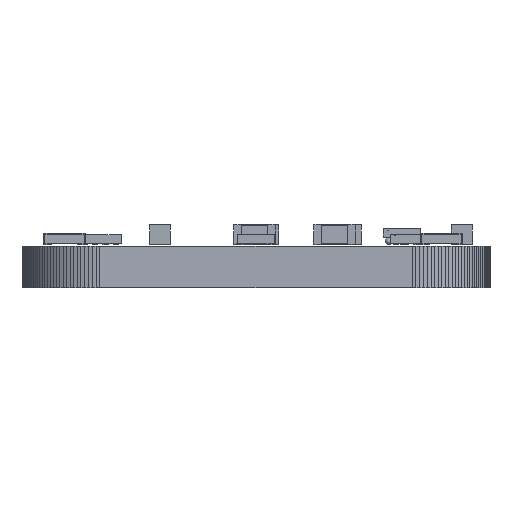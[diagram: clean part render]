
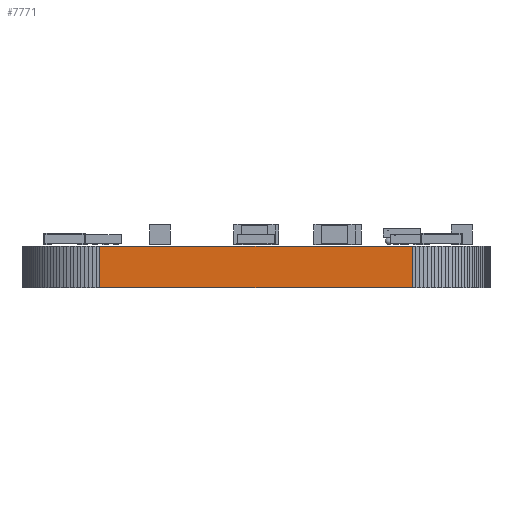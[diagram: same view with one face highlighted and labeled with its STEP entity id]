
A CAD part, front view. The second image highlights one B-rep face of the part: STEP entity #7771.
In plain terms, the highlighted planar face has unit normal (0, -1, 0).
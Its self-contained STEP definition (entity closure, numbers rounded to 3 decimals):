
#7771 = ADVANCED_FACE('',(#7772),#7786,.F.);
#7772 = FACE_BOUND('',#7773,.F.);
#7773 = EDGE_LOOP('',(#7774,#7809,#7837,#7865));
#7774 = ORIENTED_EDGE('',*,*,#7775,.T.);
#7775 = EDGE_CURVE('',#7776,#7778,#7780,.T.);
#7776 = VERTEX_POINT('',#7777);
#7777 = CARTESIAN_POINT('',(-6.,-11.499,0.));
#7778 = VERTEX_POINT('',#7779);
#7779 = CARTESIAN_POINT('',(-6.,-11.499,1.6));
#7780 = SURFACE_CURVE('',#7781,(#7785,#7797),.PCURVE_S1.);
#7781 = LINE('',#7782,#7783);
#7782 = CARTESIAN_POINT('',(-6.,-11.499,0.));
#7783 = VECTOR('',#7784,1.);
#7784 = DIRECTION('',(0.,0.,1.));
#7785 = PCURVE('',#7786,#7791);
#7786 = PLANE('',#7787);
#7787 = AXIS2_PLACEMENT_3D('',#7788,#7789,#7790);
#7788 = CARTESIAN_POINT('',(-6.,-11.499,0.));
#7789 = DIRECTION('',(0.,1.,0.));
#7790 = DIRECTION('',(1.,0.,0.));
#7791 = DEFINITIONAL_REPRESENTATION('',(#7792),#7796);
#7792 = LINE('',#7793,#7794);
#7793 = CARTESIAN_POINT('',(0.,0.));
#7794 = VECTOR('',#7795,1.);
#7795 = DIRECTION('',(0.,-1.));
#7796 = ( GEOMETRIC_REPRESENTATION_CONTEXT(2) 
PARAMETRIC_REPRESENTATION_CONTEXT() REPRESENTATION_CONTEXT('2D SPACE',''
  ) );
#7797 = PCURVE('',#7798,#7803);
#7798 = PLANE('',#7799);
#7799 = AXIS2_PLACEMENT_3D('',#7800,#7801,#7802);
#7800 = CARTESIAN_POINT('',(-6.149,-11.496,0.));
#7801 = DIRECTION('',(0.018,1.,0.));
#7802 = DIRECTION('',(1.,-0.018,0.));
#7803 = DEFINITIONAL_REPRESENTATION('',(#7804),#7808);
#7804 = LINE('',#7805,#7806);
#7805 = CARTESIAN_POINT('',(0.149,0.));
#7806 = VECTOR('',#7807,1.);
#7807 = DIRECTION('',(0.,-1.));
#7808 = ( GEOMETRIC_REPRESENTATION_CONTEXT(2) 
PARAMETRIC_REPRESENTATION_CONTEXT() REPRESENTATION_CONTEXT('2D SPACE',''
  ) );
#7809 = ORIENTED_EDGE('',*,*,#7810,.T.);
#7810 = EDGE_CURVE('',#7778,#7811,#7813,.T.);
#7811 = VERTEX_POINT('',#7812);
#7812 = CARTESIAN_POINT('',(6.,-11.499,1.6));
#7813 = SURFACE_CURVE('',#7814,(#7818,#7825),.PCURVE_S1.);
#7814 = LINE('',#7815,#7816);
#7815 = CARTESIAN_POINT('',(-6.,-11.499,1.6));
#7816 = VECTOR('',#7817,1.);
#7817 = DIRECTION('',(1.,0.,0.));
#7818 = PCURVE('',#7786,#7819);
#7819 = DEFINITIONAL_REPRESENTATION('',(#7820),#7824);
#7820 = LINE('',#7821,#7822);
#7821 = CARTESIAN_POINT('',(0.,-1.6));
#7822 = VECTOR('',#7823,1.);
#7823 = DIRECTION('',(1.,0.));
#7824 = ( GEOMETRIC_REPRESENTATION_CONTEXT(2) 
PARAMETRIC_REPRESENTATION_CONTEXT() REPRESENTATION_CONTEXT('2D SPACE',''
  ) );
#7825 = PCURVE('',#7826,#7831);
#7826 = PLANE('',#7827);
#7827 = AXIS2_PLACEMENT_3D('',#7828,#7829,#7830);
#7828 = CARTESIAN_POINT('',(0.,-0.59,1.6));
#7829 = DIRECTION('',(0.,0.,1.));
#7830 = DIRECTION('',(1.,0.,0.));
#7831 = DEFINITIONAL_REPRESENTATION('',(#7832),#7836);
#7832 = LINE('',#7833,#7834);
#7833 = CARTESIAN_POINT('',(-6.,-10.908));
#7834 = VECTOR('',#7835,1.);
#7835 = DIRECTION('',(1.,0.));
#7836 = ( GEOMETRIC_REPRESENTATION_CONTEXT(2) 
PARAMETRIC_REPRESENTATION_CONTEXT() REPRESENTATION_CONTEXT('2D SPACE',''
  ) );
#7837 = ORIENTED_EDGE('',*,*,#7838,.F.);
#7838 = EDGE_CURVE('',#7839,#7811,#7841,.T.);
#7839 = VERTEX_POINT('',#7840);
#7840 = CARTESIAN_POINT('',(6.,-11.499,0.));
#7841 = SURFACE_CURVE('',#7842,(#7846,#7853),.PCURVE_S1.);
#7842 = LINE('',#7843,#7844);
#7843 = CARTESIAN_POINT('',(6.,-11.499,0.));
#7844 = VECTOR('',#7845,1.);
#7845 = DIRECTION('',(0.,0.,1.));
#7846 = PCURVE('',#7786,#7847);
#7847 = DEFINITIONAL_REPRESENTATION('',(#7848),#7852);
#7848 = LINE('',#7849,#7850);
#7849 = CARTESIAN_POINT('',(12.,0.));
#7850 = VECTOR('',#7851,1.);
#7851 = DIRECTION('',(0.,-1.));
#7852 = ( GEOMETRIC_REPRESENTATION_CONTEXT(2) 
PARAMETRIC_REPRESENTATION_CONTEXT() REPRESENTATION_CONTEXT('2D SPACE',''
  ) );
#7853 = PCURVE('',#7854,#7859);
#7854 = PLANE('',#7855);
#7855 = AXIS2_PLACEMENT_3D('',#7856,#7857,#7858);
#7856 = CARTESIAN_POINT('',(6.,-11.499,0.));
#7857 = DIRECTION('',(-0.018,1.,0.));
#7858 = DIRECTION('',(1.,0.018,0.));
#7859 = DEFINITIONAL_REPRESENTATION('',(#7860),#7864);
#7860 = LINE('',#7861,#7862);
#7861 = CARTESIAN_POINT('',(0.,0.));
#7862 = VECTOR('',#7863,1.);
#7863 = DIRECTION('',(0.,-1.));
#7864 = ( GEOMETRIC_REPRESENTATION_CONTEXT(2) 
PARAMETRIC_REPRESENTATION_CONTEXT() REPRESENTATION_CONTEXT('2D SPACE',''
  ) );
#7865 = ORIENTED_EDGE('',*,*,#7866,.F.);
#7866 = EDGE_CURVE('',#7776,#7839,#7867,.T.);
#7867 = SURFACE_CURVE('',#7868,(#7872,#7879),.PCURVE_S1.);
#7868 = LINE('',#7869,#7870);
#7869 = CARTESIAN_POINT('',(-6.,-11.499,0.));
#7870 = VECTOR('',#7871,1.);
#7871 = DIRECTION('',(1.,0.,0.));
#7872 = PCURVE('',#7786,#7873);
#7873 = DEFINITIONAL_REPRESENTATION('',(#7874),#7878);
#7874 = LINE('',#7875,#7876);
#7875 = CARTESIAN_POINT('',(0.,0.));
#7876 = VECTOR('',#7877,1.);
#7877 = DIRECTION('',(1.,0.));
#7878 = ( GEOMETRIC_REPRESENTATION_CONTEXT(2) 
PARAMETRIC_REPRESENTATION_CONTEXT() REPRESENTATION_CONTEXT('2D SPACE',''
  ) );
#7879 = PCURVE('',#7880,#7885);
#7880 = PLANE('',#7881);
#7881 = AXIS2_PLACEMENT_3D('',#7882,#7883,#7884);
#7882 = CARTESIAN_POINT('',(0.,-0.59,0.)
  );
#7883 = DIRECTION('',(0.,0.,1.));
#7884 = DIRECTION('',(1.,0.,0.));
#7885 = DEFINITIONAL_REPRESENTATION('',(#7886),#7890);
#7886 = LINE('',#7887,#7888);
#7887 = CARTESIAN_POINT('',(-6.,-10.908));
#7888 = VECTOR('',#7889,1.);
#7889 = DIRECTION('',(1.,0.));
#7890 = ( GEOMETRIC_REPRESENTATION_CONTEXT(2) 
PARAMETRIC_REPRESENTATION_CONTEXT() REPRESENTATION_CONTEXT('2D SPACE',''
  ) );
